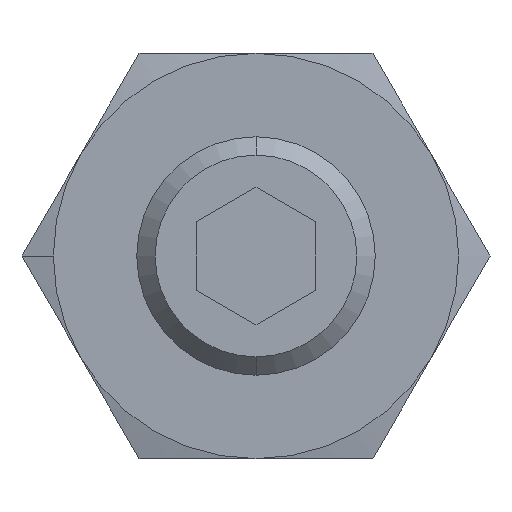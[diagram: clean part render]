
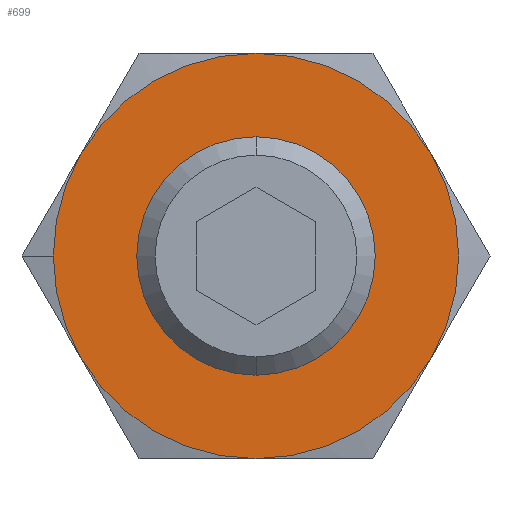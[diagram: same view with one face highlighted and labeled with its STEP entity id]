
A CAD part, front view. The second image highlights one B-rep face of the part: STEP entity #699.
In plain terms, the highlighted planar face has unit normal (0, -1, 0).
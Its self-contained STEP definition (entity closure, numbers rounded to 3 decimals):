
#8 = CARTESIAN_POINT ( 'NONE',  ( 0., -7.5, -8.5 ) ) ;
#28 = ORIENTED_EDGE ( 'NONE', *, *, #767, .F. ) ;
#55 = DIRECTION ( 'NONE',  ( 0., 0., -1. ) ) ;
#57 = DIRECTION ( 'NONE',  ( 0., 1., 0. ) ) ;
#64 = VERTEX_POINT ( 'NONE', #862 ) ;
#72 = FACE_OUTER_BOUND ( 'NONE', #1227, .T. ) ;
#79 = AXIS2_PLACEMENT_3D ( 'NONE', #737, #1280, #1276 ) ;
#81 = AXIS2_PLACEMENT_3D ( 'NONE', #732, #57, #55 ) ;
#100 = FACE_BOUND ( 'NONE', #489, .T. ) ;
#102 = VERTEX_POINT ( 'NONE', #586 ) ;
#103 = AXIS2_PLACEMENT_3D ( 'NONE', #376, #220, #185 ) ;
#107 = EDGE_CURVE ( 'NONE', #403, #610, #314, .T. ) ;
#115 = AXIS2_PLACEMENT_3D ( 'NONE', #752, #834, #661 ) ;
#137 = AXIS2_PLACEMENT_3D ( 'NONE', #673, #781, #804 ) ;
#159 = AXIS2_PLACEMENT_3D ( 'NONE', #1012, #1047, #996 ) ;
#169 = CIRCLE ( 'NONE', #115, 8.5 ) ;
#185 = DIRECTION ( 'NONE',  ( 0., 0., -1. ) ) ;
#195 = ORIENTED_EDGE ( 'NONE', *, *, #736, .F. ) ;
#220 = DIRECTION ( 'NONE',  ( 0., 1., 0. ) ) ;
#246 = ORIENTED_EDGE ( 'NONE', *, *, #847, .F. ) ;
#262 = AXIS2_PLACEMENT_3D ( 'NONE', #1048, #1046, #1032 ) ;
#314 = CIRCLE ( 'NONE', #761, 5. ) ;
#327 = ORIENTED_EDGE ( 'NONE', *, *, #107, .F. ) ;
#342 = CIRCLE ( 'NONE', #792, 8.5 ) ;
#376 = CARTESIAN_POINT ( 'NONE',  ( 0., -7.5, 0. ) ) ;
#393 = CARTESIAN_POINT ( 'NONE',  ( 7.361, -7.5, 4.25 ) ) ;
#401 = CARTESIAN_POINT ( 'NONE',  ( 0., -7.5, 5. ) ) ;
#403 = VERTEX_POINT ( 'NONE', #401 ) ;
#421 = CIRCLE ( 'NONE', #262, 5. ) ;
#467 = CIRCLE ( 'NONE', #103, 8.5 ) ;
#475 = AXIS2_PLACEMENT_3D ( 'NONE', #743, #713, #624 ) ;
#489 = EDGE_LOOP ( 'NONE', ( #1242, #327 ) ) ;
#506 = DIRECTION ( 'NONE',  ( 0., 0., -1. ) ) ;
#534 = DIRECTION ( 'NONE',  ( 0., -1., 0. ) ) ;
#540 = CARTESIAN_POINT ( 'NONE',  ( 0., -7.5, 0. ) ) ;
#550 = CIRCLE ( 'NONE', #81, 8.5 ) ;
#586 = CARTESIAN_POINT ( 'NONE',  ( -7.361, -7.5, 4.25 ) ) ;
#592 = ORIENTED_EDGE ( 'NONE', *, *, #774, .F. ) ;
#610 = VERTEX_POINT ( 'NONE', #809 ) ;
#624 = DIRECTION ( 'NONE',  ( 0., 0., -1. ) ) ;
#654 = CIRCLE ( 'NONE', #475, 8.5 ) ;
#660 = CIRCLE ( 'NONE', #79, 8.5 ) ;
#661 = DIRECTION ( 'NONE',  ( 0., 0., -1. ) ) ;
#668 = VERTEX_POINT ( 'NONE', #988 ) ;
#672 = ORIENTED_EDGE ( 'NONE', *, *, #777, .F. ) ;
#673 = CARTESIAN_POINT ( 'NONE',  ( 0., -7.5, 0. ) ) ;
#699 = ADVANCED_FACE ( 'NONE', ( #72, #100 ), #1072, .T. ) ;
#700 = CARTESIAN_POINT ( 'NONE',  ( -8.5, -7.5, 0. ) ) ;
#713 = DIRECTION ( 'NONE',  ( 0., 1., 0. ) ) ;
#732 = CARTESIAN_POINT ( 'NONE',  ( 0., -7.5, 0. ) ) ;
#736 = EDGE_CURVE ( 'NONE', #782, #823, #773, .T. ) ;
#737 = CARTESIAN_POINT ( 'NONE',  ( 0., -7.5, 0. ) ) ;
#743 = CARTESIAN_POINT ( 'NONE',  ( 0., -7.5, 0. ) ) ;
#745 = EDGE_CURVE ( 'NONE', #64, #782, #169, .T. ) ;
#752 = CARTESIAN_POINT ( 'NONE',  ( 0., -7.5, 0. ) ) ;
#761 = AXIS2_PLACEMENT_3D ( 'NONE', #540, #534, #506 ) ;
#767 = EDGE_CURVE ( 'NONE', #1260, #64, #467, .T. ) ;
#773 = CIRCLE ( 'NONE', #137, 8.5 ) ;
#774 = EDGE_CURVE ( 'NONE', #668, #1260, #550, .T. ) ;
#777 = EDGE_CURVE ( 'NONE', #102, #668, #660, .T. ) ;
#781 = DIRECTION ( 'NONE',  ( 0., 1., 0. ) ) ;
#782 = VERTEX_POINT ( 'NONE', #8 ) ;
#792 = AXIS2_PLACEMENT_3D ( 'NONE', #1090, #1085, #1068 ) ;
#804 = DIRECTION ( 'NONE',  ( 0., 0., -1. ) ) ;
#809 = CARTESIAN_POINT ( 'NONE',  ( 0., -7.5, -5. ) ) ;
#823 = VERTEX_POINT ( 'NONE', #1165 ) ;
#834 = DIRECTION ( 'NONE',  ( 0., 1., 0. ) ) ;
#847 = EDGE_CURVE ( 'NONE', #1063, #102, #342, .T. ) ;
#860 = EDGE_CURVE ( 'NONE', #610, #403, #421, .T. ) ;
#862 = CARTESIAN_POINT ( 'NONE',  ( 7.361, -7.5, -4.25 ) ) ;
#878 = ORIENTED_EDGE ( 'NONE', *, *, #1142, .F. ) ;
#988 = CARTESIAN_POINT ( 'NONE',  ( 0., -7.5, 8.5 ) ) ;
#996 = DIRECTION ( 'NONE',  ( 0., 0., -1. ) ) ;
#1012 = CARTESIAN_POINT ( 'NONE',  ( 0., -7.5, 0. ) ) ;
#1032 = DIRECTION ( 'NONE',  ( 0., 0., -1. ) ) ;
#1046 = DIRECTION ( 'NONE',  ( 0., -1., 0. ) ) ;
#1047 = DIRECTION ( 'NONE',  ( 0., -1., 0. ) ) ;
#1048 = CARTESIAN_POINT ( 'NONE',  ( 0., -7.5, 0. ) ) ;
#1063 = VERTEX_POINT ( 'NONE', #700 ) ;
#1068 = DIRECTION ( 'NONE',  ( 0., 0., -1. ) ) ;
#1072 = PLANE ( 'NONE',  #159 ) ;
#1085 = DIRECTION ( 'NONE',  ( 0., 1., 0. ) ) ;
#1090 = CARTESIAN_POINT ( 'NONE',  ( 0., -7.5, 0. ) ) ;
#1142 = EDGE_CURVE ( 'NONE', #823, #1063, #654, .T. ) ;
#1165 = CARTESIAN_POINT ( 'NONE',  ( -7.361, -7.5, -4.25 ) ) ;
#1197 = ORIENTED_EDGE ( 'NONE', *, *, #745, .F. ) ;
#1227 = EDGE_LOOP ( 'NONE', ( #195, #1197, #28, #592, #672, #246, #878 ) ) ;
#1242 = ORIENTED_EDGE ( 'NONE', *, *, #860, .F. ) ;
#1260 = VERTEX_POINT ( 'NONE', #393 ) ;
#1276 = DIRECTION ( 'NONE',  ( -1., 0., 0. ) ) ;
#1280 = DIRECTION ( 'NONE',  ( 0., 1., 0. ) ) ;
